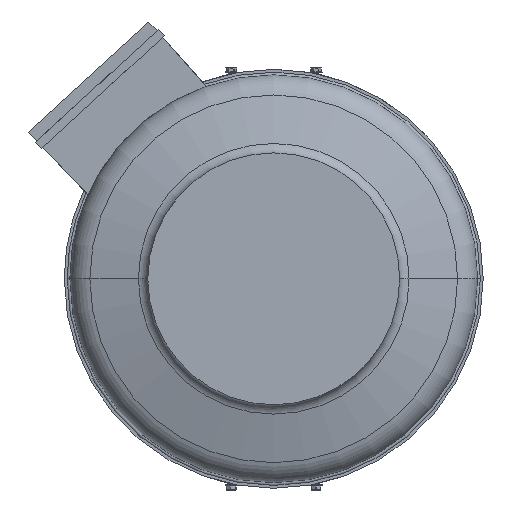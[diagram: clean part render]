
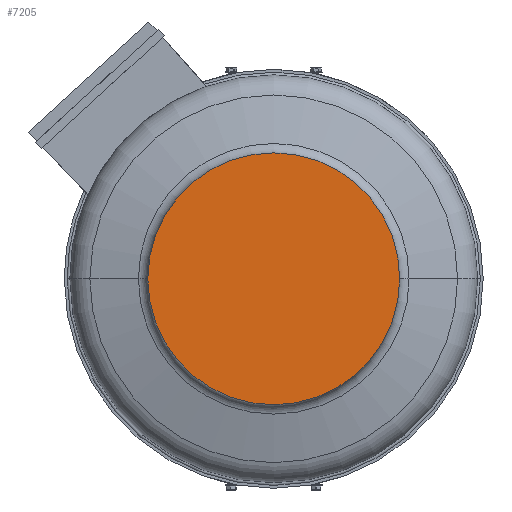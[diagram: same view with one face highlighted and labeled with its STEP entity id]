
A CAD part, front view. The second image highlights one B-rep face of the part: STEP entity #7205.
In plain terms, the highlighted planar face has unit normal (0, -1, 0).
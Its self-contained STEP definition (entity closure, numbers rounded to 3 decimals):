
#43 = PLANE ( 'NONE',  #9809 ) ;
#561 = CARTESIAN_POINT ( 'NONE',  ( -73.425, -95.1, 0. ) ) ;
#817 = DIRECTION ( 'NONE',  ( 0., 1., 0. ) ) ;
#867 = EDGE_LOOP ( 'NONE', ( #11792, #9021 ) ) ;
#884 = DIRECTION ( 'NONE',  ( 0., 1., 0. ) ) ;
#1176 = CARTESIAN_POINT ( 'NONE',  ( 73.425, -95.1, 0. ) ) ;
#1808 = DIRECTION ( 'NONE',  ( -1., 0., 0. ) ) ;
#2125 = VERTEX_POINT ( 'NONE', #1176 ) ;
#2224 = AXIS2_PLACEMENT_3D ( 'NONE', #10910, #817, #9813 ) ;
#2311 = VERTEX_POINT ( 'NONE', #561 ) ;
#2350 = CIRCLE ( 'NONE', #10694, 73.425 ) ;
#2428 = FACE_OUTER_BOUND ( 'NONE', #867, .T. ) ;
#2582 = EDGE_CURVE ( 'NONE', #2125, #2311, #2350, .T. ) ;
#2695 = DIRECTION ( 'NONE',  ( -1., 0., 0. ) ) ;
#3936 = CIRCLE ( 'NONE', #2224, 73.425 ) ;
#6487 = DIRECTION ( 'NONE',  ( 0., 1., 0. ) ) ;
#7205 = ADVANCED_FACE ( 'NONE', ( #2428 ), #43, .F. ) ;
#7344 = CARTESIAN_POINT ( 'NONE',  ( 0., -95.1, -73.325 ) ) ;
#9021 = ORIENTED_EDGE ( 'NONE', *, *, #2582, .F. ) ;
#9809 = AXIS2_PLACEMENT_3D ( 'NONE', #7344, #6487, #1808 ) ;
#9813 = DIRECTION ( 'NONE',  ( -1., 0., 0. ) ) ;
#10694 = AXIS2_PLACEMENT_3D ( 'NONE', #11825, #884, #2695 ) ;
#10910 = CARTESIAN_POINT ( 'NONE',  ( 0., -95.1, 0. ) ) ;
#11214 = EDGE_CURVE ( 'NONE', #2311, #2125, #3936, .T. ) ;
#11792 = ORIENTED_EDGE ( 'NONE', *, *, #11214, .F. ) ;
#11825 = CARTESIAN_POINT ( 'NONE',  ( 0., -95.1, 0. ) ) ;
